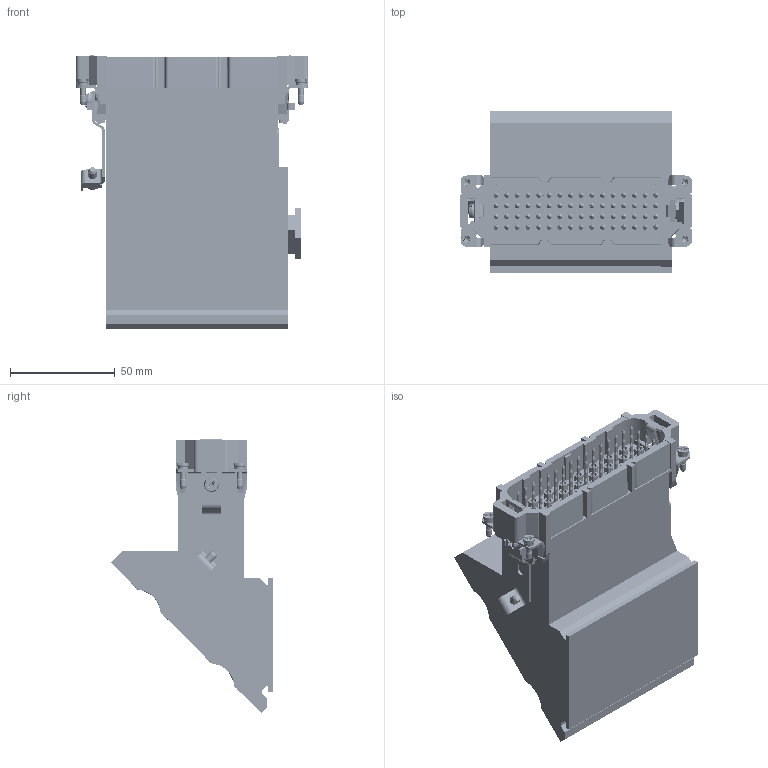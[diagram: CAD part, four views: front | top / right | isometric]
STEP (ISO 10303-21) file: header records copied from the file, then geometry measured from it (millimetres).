
FILE_DESCRIPTION(/* description */ (''),/* implementation_level */ '2;1');
FILE_NAME(/* name */ '100711832ugm000_b.stp',/* time_stamp */ '2019-05-09T15:54:31+02:00',/* author */ (''),/* organization */ (''),/* preprocessor_version */ 'ST-DEVELOPER v16.7',/* originating_system */ 'SIEMENS PLM Software NX 12.0',/* authorisation */ '');
FILE_SCHEMA (('AUTOMOTIVE_DESIGN { 1 0 10303 214 3 1 1 1 }'));
Products named in the file (1): 100711832ugm000_b
Bounding box: 111 x 77.5 x 130.88 mm (x, y, z)
Volume: 380350.5 mm3; surface area: 77808.6 mm2
Topology: 1 solids, 97 shells, 3636 faces, 9509 edges, 6794 vertices
Faces by surface type: plane 2251, cylinder 655, cone 333, extrusion 263, bspline 129, sphere 4, torus 1
Full cylindrical faces by diameter (mm): 1.585 x64, 1.594 x1, 1.8 x64, 1.884 x1, 2.4 x62, 2.45 x64, 2.5 x4, 2.53 x64, 2.925 x1, 3 x37, 3.5 x1, 3.6 x126, 4 x2, 4.2 x1, 4.6 x32, 5 x4, 5.5 x4, 7 x2, 8 x1
Entity records: 130514 total; most frequent: CARTESIAN_POINT 34402, ORIENTED_EDGE 15928, DIRECTION 15579, EDGE_CURVE 7964, VERTEX_POINT 5730, VECTOR 5343, AXIS2_PLACEMENT_3D 5118, LINE 5080
